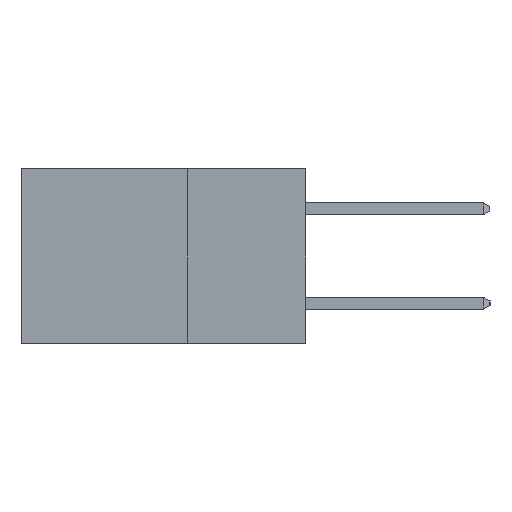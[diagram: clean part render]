
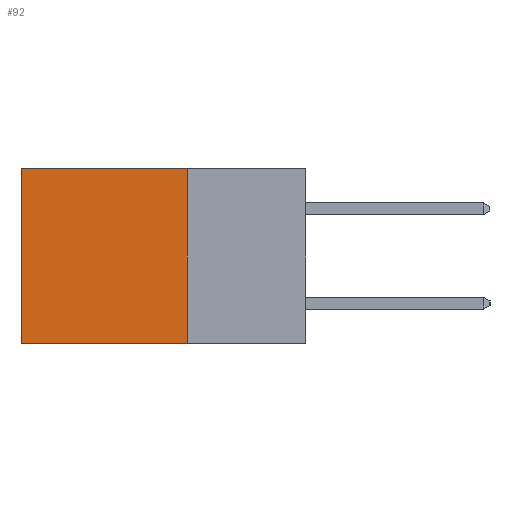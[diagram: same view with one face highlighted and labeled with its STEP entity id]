
A CAD part, left-side view. The second image highlights one B-rep face of the part: STEP entity #92.
In plain terms, the highlighted planar face has unit normal (-1, 0, 0).
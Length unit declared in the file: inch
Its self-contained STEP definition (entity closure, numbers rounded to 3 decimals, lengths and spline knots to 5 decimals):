
#92 = ADVANCED_FACE ( 'NONE', ( #8981 ), #12140, .F. ) ;
#163 = DIRECTION ( 'NONE',  ( 0., 0., -1. ) ) ;
#208 = CARTESIAN_POINT ( 'NONE',  ( 0.2615, 0.6, -0.37 ) ) ;
#480 = VECTOR ( 'NONE', #1811, 39.37008 ) ;
#759 = ORIENTED_EDGE ( 'NONE', *, *, #5926, .F. ) ;
#1206 = CARTESIAN_POINT ( 'NONE',  ( 0.2615, 0.25, 0. ) ) ;
#1303 = VECTOR ( 'NONE', #8862, 39.37008 ) ;
#1811 = DIRECTION ( 'NONE',  ( 0., 0., -1. ) ) ;
#2097 = CARTESIAN_POINT ( 'NONE',  ( 0.2615, 0.25, -0.37 ) ) ;
#2614 = VECTOR ( 'NONE', #6285, 39.37008 ) ;
#2653 = ORIENTED_EDGE ( 'NONE', *, *, #3517, .T. ) ;
#2700 = CARTESIAN_POINT ( 'NONE',  ( 0.2615, 0.25, -0.37 ) ) ;
#2870 = ORIENTED_EDGE ( 'NONE', *, *, #10092, .F. ) ;
#3517 = EDGE_CURVE ( 'NONE', #3672, #10384, #10899, .T. ) ;
#3672 = VERTEX_POINT ( 'NONE', #1206 ) ;
#3802 = CARTESIAN_POINT ( 'NONE',  ( 0.2615, 0.6, 0. ) ) ;
#5447 = VECTOR ( 'NONE', #163, 39.37008 ) ;
#5624 = CARTESIAN_POINT ( 'NONE',  ( 0.2615, 0.25, -0.37 ) ) ;
#5926 = EDGE_CURVE ( 'NONE', #3672, #6913, #11950, .T. ) ;
#6228 = CARTESIAN_POINT ( 'NONE',  ( 0.2615, 0.25, 0. ) ) ;
#6285 = DIRECTION ( 'NONE',  ( 0., 1., 0. ) ) ;
#6570 = VERTEX_POINT ( 'NONE', #10937 ) ;
#6913 = VERTEX_POINT ( 'NONE', #8772 ) ;
#8259 = EDGE_CURVE ( 'NONE', #10384, #6570, #8695, .T. ) ;
#8567 = DIRECTION ( 'NONE',  ( 1., 0., 0. ) ) ;
#8695 = LINE ( 'NONE', #208, #5447 ) ;
#8772 = CARTESIAN_POINT ( 'NONE',  ( 0.2615, 0.25, -0.37 ) ) ;
#8862 = DIRECTION ( 'NONE',  ( 0., 1., 0. ) ) ;
#8981 = FACE_OUTER_BOUND ( 'NONE', #9891, .T. ) ;
#9891 = EDGE_LOOP ( 'NONE', ( #12823, #2870, #759, #2653 ) ) ;
#10092 = EDGE_CURVE ( 'NONE', #6913, #6570, #12376, .T. ) ;
#10384 = VERTEX_POINT ( 'NONE', #3802 ) ;
#10899 = LINE ( 'NONE', #6228, #2614 ) ;
#10937 = CARTESIAN_POINT ( 'NONE',  ( 0.2615, 0.6, -0.37 ) ) ;
#11550 = AXIS2_PLACEMENT_3D ( 'NONE', #2700, #8567, #13366 ) ;
#11950 = LINE ( 'NONE', #2097, #480 ) ;
#12140 = PLANE ( 'NONE',  #11550 ) ;
#12376 = LINE ( 'NONE', #5624, #1303 ) ;
#12823 = ORIENTED_EDGE ( 'NONE', *, *, #8259, .T. ) ;
#13366 = DIRECTION ( 'NONE',  ( 0., 0., -1. ) ) ;
